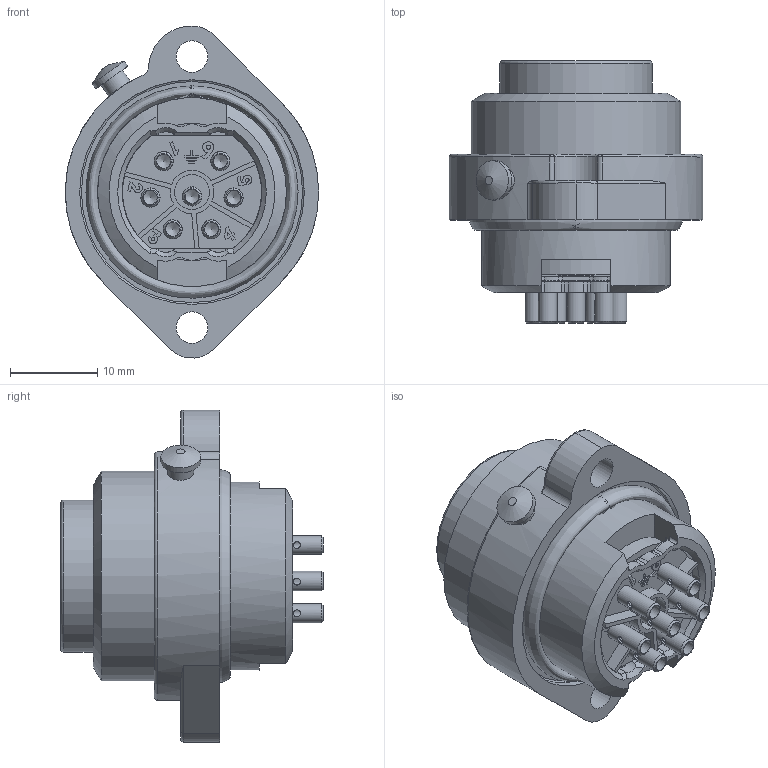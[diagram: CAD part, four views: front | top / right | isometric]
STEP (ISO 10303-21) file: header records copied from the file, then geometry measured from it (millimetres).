
FILE_DESCRIPTION(/* description */ (''),/* implementation_level */ '2;1');
FILE_NAME(/* name */ 'c016 30c006 x00 12nxc001-02.stp',/* time_stamp */ '2019-07-08T09:52:52+02:00',/* author */ (''),/* organization */ (''),/* preprocessor_version */ 'ST-DEVELOPER v16.7',/* originating_system */ 'SIEMENS PLM Software NX 12.0',/* authorisation */ '');
FILE_SCHEMA (('AUTOMOTIVE_DESIGN { 1 0 10303 214 3 1 1 1 }'));
Length unit declared in the file: millimetre
Products named in the file (1): c016 30c006 x00 12nxc001-02
Bounding box: 29 x 30 x 37.99 mm (x, y, z)
Volume: 10405.6 mm3; surface area: 8250.6 mm2
Topology: 2 solids, 2 shells, 1083 faces, 2900 edges, 1910 vertices
Faces by surface type: plane 690, cylinder 293, cone 48, extrusion 19, torus 16, bspline 15, revolution 2
Full cylindrical faces by diameter (mm): 0.48 x1, 0.8 x7, 1.5 x7, 1.6 x7, 2.15 x7, 2.2 x7, 2.85 x7, 3 x1, 3.6 x2, 4 x1, 4.5 x1, 13.7 x1, 17.4 x1, 21.6 x2, 24 x1, 25.7 x1
Entity records: 35298 total; most frequent: CARTESIAN_POINT 8122, ORIENTED_EDGE 5526, DIRECTION 5332, EDGE_CURVE 2763, VECTOR 1910, LINE 1891, VERTEX_POINT 1879, AXIS2_PLACEMENT_3D 1710
